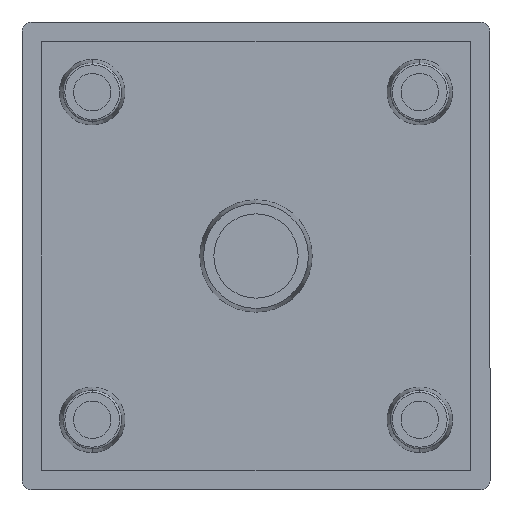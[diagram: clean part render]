
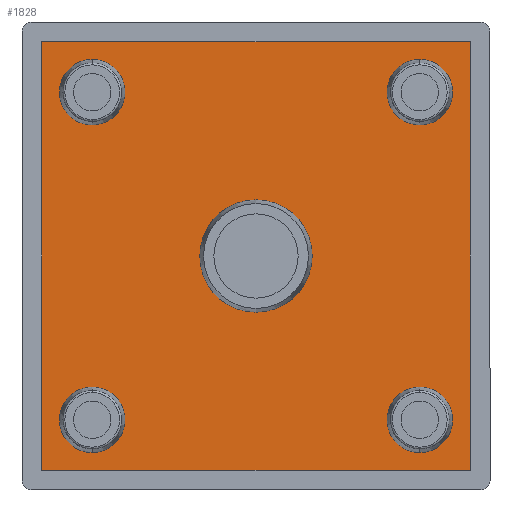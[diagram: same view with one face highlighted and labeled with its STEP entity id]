
A CAD part, front view. The second image highlights one B-rep face of the part: STEP entity #1828.
In plain terms, the highlighted planar face has unit normal (0, -1, 0).
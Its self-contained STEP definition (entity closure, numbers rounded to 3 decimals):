
#1 = AXIS2_PLACEMENT_3D ( 'NONE', #79, #1540, #814 ) ;
#4 = EDGE_CURVE ( 'NONE', #1097, #384, #1049, .T. ) ;
#26 = EDGE_CURVE ( 'NONE', #1613, #754, #1441, .T. ) ;
#39 = VERTEX_POINT ( 'NONE', #338 ) ;
#49 = DIRECTION ( 'NONE',  ( 0., -1., 0. ) ) ;
#50 = DIRECTION ( 'NONE',  ( 0., -1., 0. ) ) ;
#67 = DIRECTION ( 'NONE',  ( 0., 0., -1. ) ) ;
#73 = DIRECTION ( 'NONE',  ( 0., 0., 1. ) ) ;
#79 = CARTESIAN_POINT ( 'NONE',  ( 17.5, -1.5, -17.5 ) ) ;
#84 = LINE ( 'NONE', #1055, #472 ) ;
#103 = CARTESIAN_POINT ( 'NONE',  ( 17.5, -1.5, 14. ) ) ;
#135 = ORIENTED_EDGE ( 'NONE', *, *, #657, .F. ) ;
#137 = DIRECTION ( 'NONE',  ( 0., -1., 0. ) ) ;
#149 = CARTESIAN_POINT ( 'NONE',  ( 17.5, -1.5, -21. ) ) ;
#156 = ORIENTED_EDGE ( 'NONE', *, *, #1460, .F. ) ;
#157 = EDGE_CURVE ( 'NONE', #1606, #1613, #84, .T. ) ;
#179 = DIRECTION ( 'NONE',  ( 0., 0., -1. ) ) ;
#181 = ORIENTED_EDGE ( 'NONE', *, *, #26, .T. ) ;
#189 = EDGE_LOOP ( 'NONE', ( #135, #544 ) ) ;
#192 = DIRECTION ( 'NONE',  ( 1., 0., 0. ) ) ;
#208 = CARTESIAN_POINT ( 'NONE',  ( -17.5, -1.5, 17.5 ) ) ;
#209 = CARTESIAN_POINT ( 'NONE',  ( 17.5, -1.5, 17.5 ) ) ;
#229 = ORIENTED_EDGE ( 'NONE', *, *, #4, .F. ) ;
#240 = EDGE_CURVE ( 'NONE', #242, #1606, #1461, .T. ) ;
#242 = VERTEX_POINT ( 'NONE', #362 ) ;
#265 = EDGE_CURVE ( 'NONE', #1859, #39, #1902, .T. ) ;
#266 = FACE_BOUND ( 'NONE', #1359, .T. ) ;
#287 = ORIENTED_EDGE ( 'NONE', *, *, #1555, .T. ) ;
#296 = EDGE_LOOP ( 'NONE', ( #1096, #749 ) ) ;
#329 = CARTESIAN_POINT ( 'NONE',  ( 17.5, -1.5, -14. ) ) ;
#338 = CARTESIAN_POINT ( 'NONE',  ( -17.5, -1.5, 14. ) ) ;
#349 = CARTESIAN_POINT ( 'NONE',  ( -17.5, -1.5, 21. ) ) ;
#350 = CARTESIAN_POINT ( 'NONE',  ( -22.9, -1.5, -22.9 ) ) ;
#362 = CARTESIAN_POINT ( 'NONE',  ( -22.9, -1.5, -22.9 ) ) ;
#384 = VERTEX_POINT ( 'NONE', #862 ) ;
#410 = ORIENTED_EDGE ( 'NONE', *, *, #583, .F. ) ;
#434 = DIRECTION ( 'NONE',  ( 0., 0., -1. ) ) ;
#448 = CIRCLE ( 'NONE', #1, 3.5 ) ;
#464 = AXIS2_PLACEMENT_3D ( 'NONE', #944, #49, #1099 ) ;
#472 = VECTOR ( 'NONE', #73, 1000. ) ;
#489 = CARTESIAN_POINT ( 'NONE',  ( 0., -1.5, 0. ) ) ;
#512 = DIRECTION ( 'NONE',  ( 0., 0., -1. ) ) ;
#533 = EDGE_CURVE ( 'NONE', #39, #1859, #1535, .T. ) ;
#544 = ORIENTED_EDGE ( 'NONE', *, *, #1777, .F. ) ;
#576 = CIRCLE ( 'NONE', #464, 3.5 ) ;
#583 = EDGE_CURVE ( 'NONE', #1758, #982, #1486, .T. ) ;
#605 = AXIS2_PLACEMENT_3D ( 'NONE', #1836, #960, #67 ) ;
#616 = FACE_BOUND ( 'NONE', #189, .T. ) ;
#629 = VERTEX_POINT ( 'NONE', #329 ) ;
#647 = DIRECTION ( 'NONE',  ( 0., 0., -1. ) ) ;
#657 = EDGE_CURVE ( 'NONE', #1862, #828, #1287, .T. ) ;
#691 = CARTESIAN_POINT ( 'NONE',  ( 22.9, -1.5, -22.9 ) ) ;
#708 = EDGE_LOOP ( 'NONE', ( #746, #229 ) ) ;
#718 = FACE_BOUND ( 'NONE', #296, .T. ) ;
#721 = EDGE_CURVE ( 'NONE', #1818, #629, #448, .T. ) ;
#725 = CARTESIAN_POINT ( 'NONE',  ( -17.5, -1.5, -17.5 ) ) ;
#746 = ORIENTED_EDGE ( 'NONE', *, *, #1880, .F. ) ;
#749 = ORIENTED_EDGE ( 'NONE', *, *, #533, .F. ) ;
#754 = VERTEX_POINT ( 'NONE', #1061 ) ;
#757 = CIRCLE ( 'NONE', #1050, 6. ) ;
#759 = CARTESIAN_POINT ( 'NONE',  ( 22.9, -1.5, 22.9 ) ) ;
#770 = CIRCLE ( 'NONE', #605, 3.5 ) ;
#814 = DIRECTION ( 'NONE',  ( 0., 0., -1. ) ) ;
#828 = VERTEX_POINT ( 'NONE', #1070 ) ;
#862 = CARTESIAN_POINT ( 'NONE',  ( 17.5, -1.5, 21. ) ) ;
#866 = CARTESIAN_POINT ( 'NONE',  ( -17.5, -1.5, -14. ) ) ;
#916 = EDGE_LOOP ( 'NONE', ( #287, #1292, #1436, #181 ) ) ;
#918 = DIRECTION ( 'NONE',  ( 0., -1., 0. ) ) ;
#929 = PLANE ( 'NONE',  #1783 ) ;
#936 = CIRCLE ( 'NONE', #1443, 3.5 ) ;
#944 = CARTESIAN_POINT ( 'NONE',  ( 17.5, -1.5, 17.5 ) ) ;
#960 = DIRECTION ( 'NONE',  ( 0., -1., 0. ) ) ;
#977 = CARTESIAN_POINT ( 'NONE',  ( -22.9, -1.5, 22.9 ) ) ;
#982 = VERTEX_POINT ( 'NONE', #1208 ) ;
#1007 = VECTOR ( 'NONE', #1621, 1000. ) ;
#1010 = FACE_BOUND ( 'NONE', #1684, .T. ) ;
#1021 = AXIS2_PLACEMENT_3D ( 'NONE', #1409, #1269, #1837 ) ;
#1024 = CARTESIAN_POINT ( 'NONE',  ( 0., -1.5, 0. ) ) ;
#1049 = CIRCLE ( 'NONE', #1478, 3.5 ) ;
#1050 = AXIS2_PLACEMENT_3D ( 'NONE', #1024, #137, #1180 ) ;
#1055 = CARTESIAN_POINT ( 'NONE',  ( 22.9, -1.5, -22.9 ) ) ;
#1061 = CARTESIAN_POINT ( 'NONE',  ( -22.9, -1.5, 22.9 ) ) ;
#1066 = EDGE_CURVE ( 'NONE', #629, #1818, #936, .T. ) ;
#1070 = CARTESIAN_POINT ( 'NONE',  ( 0., -1.5, -6. ) ) ;
#1074 = VECTOR ( 'NONE', #1845, 1000. ) ;
#1082 = VECTOR ( 'NONE', #192, 1000. ) ;
#1096 = ORIENTED_EDGE ( 'NONE', *, *, #265, .F. ) ;
#1097 = VERTEX_POINT ( 'NONE', #103 ) ;
#1099 = DIRECTION ( 'NONE',  ( 0., 0., -1. ) ) ;
#1100 = DIRECTION ( 'NONE',  ( 0., 0., -1. ) ) ;
#1113 = DIRECTION ( 'NONE',  ( 0., -1., 0. ) ) ;
#1155 = ORIENTED_EDGE ( 'NONE', *, *, #1066, .F. ) ;
#1156 = AXIS2_PLACEMENT_3D ( 'NONE', #725, #1296, #434 ) ;
#1167 = ORIENTED_EDGE ( 'NONE', *, *, #721, .F. ) ;
#1180 = DIRECTION ( 'NONE',  ( 0., 0., -1. ) ) ;
#1202 = DIRECTION ( 'NONE',  ( 0., -1., 0. ) ) ;
#1208 = CARTESIAN_POINT ( 'NONE',  ( -17.5, -1.5, -21. ) ) ;
#1239 = CARTESIAN_POINT ( 'NONE',  ( -17.5, -1.5, 17.5 ) ) ;
#1251 = DIRECTION ( 'NONE',  ( 0., 0., -1. ) ) ;
#1269 = DIRECTION ( 'NONE',  ( 0., -1., 0. ) ) ;
#1283 = CARTESIAN_POINT ( 'NONE',  ( 22.9, -1.5, 22.9 ) ) ;
#1287 = CIRCLE ( 'NONE', #1021, 6. ) ;
#1292 = ORIENTED_EDGE ( 'NONE', *, *, #240, .T. ) ;
#1296 = DIRECTION ( 'NONE',  ( 0., -1., 0. ) ) ;
#1349 = CARTESIAN_POINT ( 'NONE',  ( 17.5, -1.5, -17.5 ) ) ;
#1359 = EDGE_LOOP ( 'NONE', ( #410, #156 ) ) ;
#1378 = CARTESIAN_POINT ( 'NONE',  ( 0., -1.5, 6. ) ) ;
#1399 = FACE_OUTER_BOUND ( 'NONE', #916, .T. ) ;
#1409 = CARTESIAN_POINT ( 'NONE',  ( 0., -1.5, 0. ) ) ;
#1431 = AXIS2_PLACEMENT_3D ( 'NONE', #208, #50, #1100 ) ;
#1436 = ORIENTED_EDGE ( 'NONE', *, *, #157, .T. ) ;
#1441 = LINE ( 'NONE', #759, #1007 ) ;
#1443 = AXIS2_PLACEMENT_3D ( 'NONE', #1349, #1202, #179 ) ;
#1460 = EDGE_CURVE ( 'NONE', #982, #1758, #770, .T. ) ;
#1461 = LINE ( 'NONE', #350, #1082 ) ;
#1478 = AXIS2_PLACEMENT_3D ( 'NONE', #209, #1113, #512 ) ;
#1486 = CIRCLE ( 'NONE', #1156, 3.5 ) ;
#1503 = DIRECTION ( 'NONE',  ( 0., -1., 0. ) ) ;
#1535 = CIRCLE ( 'NONE', #1548, 3.5 ) ;
#1540 = DIRECTION ( 'NONE',  ( 0., -1., 0. ) ) ;
#1548 = AXIS2_PLACEMENT_3D ( 'NONE', #1239, #918, #1251 ) ;
#1555 = EDGE_CURVE ( 'NONE', #754, #242, #1795, .T. ) ;
#1606 = VERTEX_POINT ( 'NONE', #691 ) ;
#1613 = VERTEX_POINT ( 'NONE', #1283 ) ;
#1621 = DIRECTION ( 'NONE',  ( -1., 0., 0. ) ) ;
#1684 = EDGE_LOOP ( 'NONE', ( #1155, #1167 ) ) ;
#1758 = VERTEX_POINT ( 'NONE', #866 ) ;
#1770 = FACE_BOUND ( 'NONE', #708, .T. ) ;
#1777 = EDGE_CURVE ( 'NONE', #828, #1862, #757, .T. ) ;
#1783 = AXIS2_PLACEMENT_3D ( 'NONE', #489, #1503, #647 ) ;
#1795 = LINE ( 'NONE', #977, #1074 ) ;
#1818 = VERTEX_POINT ( 'NONE', #149 ) ;
#1828 = ADVANCED_FACE ( 'NONE', ( #1770, #718, #1399, #266, #1010, #616 ), #929, .T. ) ;
#1836 = CARTESIAN_POINT ( 'NONE',  ( -17.5, -1.5, -17.5 ) ) ;
#1837 = DIRECTION ( 'NONE',  ( 0., 0., -1. ) ) ;
#1845 = DIRECTION ( 'NONE',  ( 0., 0., -1. ) ) ;
#1859 = VERTEX_POINT ( 'NONE', #349 ) ;
#1862 = VERTEX_POINT ( 'NONE', #1378 ) ;
#1880 = EDGE_CURVE ( 'NONE', #384, #1097, #576, .T. ) ;
#1902 = CIRCLE ( 'NONE', #1431, 3.5 ) ;
